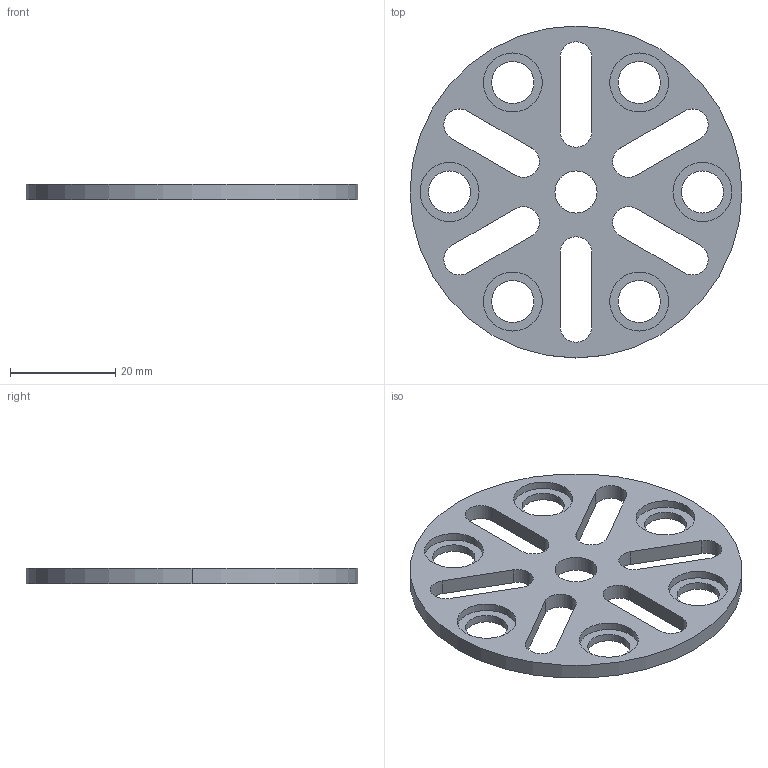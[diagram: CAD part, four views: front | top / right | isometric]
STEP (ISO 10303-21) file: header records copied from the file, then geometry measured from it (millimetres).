
FILE_DESCRIPTION (( 'STEP AP214' ), '1' );
FILE_NAME ('flasque 11 mm cnc.STEP', '2021-07-10T13:24:51', ( '' ), ( '' ), 'SwSTEP 2.0', 'SolidWorks 2020', '' );
FILE_SCHEMA (( 'AUTOMOTIVE_DESIGN' ));
Length unit declared in the file: millimetre
Products named in the file (1): flasque 11 mm cnc
Bounding box: 63 x 63 x 3 mm (x, y, z)
Volume: 5840.9 mm3; surface area: 6238.8 mm2
Topology: 1 solids, 1 shells, 64 faces, 168 edges, 112 vertices
Faces by surface type: cylinder 44, plane 20
Entity records: 2150 total; most frequent: DIRECTION 386, CARTESIAN_POINT 345, ORIENTED_EDGE 336, EDGE_CURVE 168, AXIS2_PLACEMENT_3D 153, VERTEX_POINT 112, EDGE_LOOP 96, CIRCLE 88
